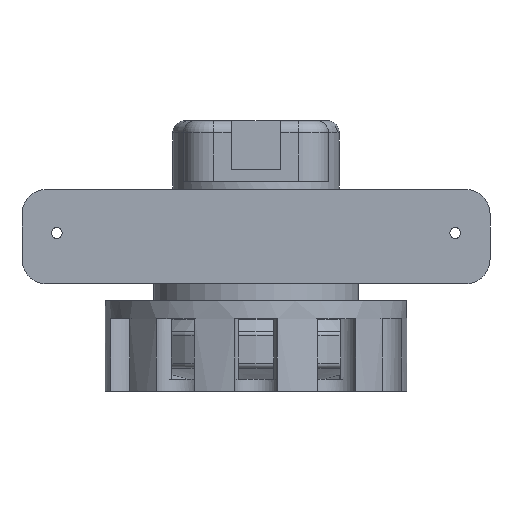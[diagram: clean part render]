
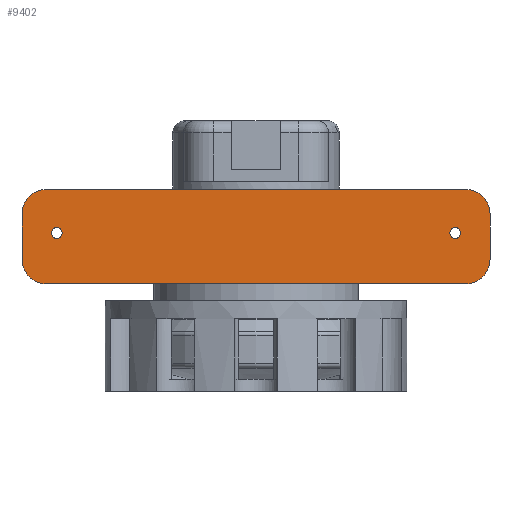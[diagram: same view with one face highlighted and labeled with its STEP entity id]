
A CAD part, front view. The second image highlights one B-rep face of the part: STEP entity #9402.
In plain terms, the highlighted planar face has unit normal (0, -1, 0).
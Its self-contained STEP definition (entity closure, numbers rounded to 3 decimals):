
#482=FACE_BOUND('',#1912,.T.);
#483=FACE_BOUND('',#1913,.T.);
#667=PLANE('',#10683);
#1146=FACE_OUTER_BOUND('',#1911,.T.);
#1911=EDGE_LOOP('',(#8196,#8197,#8198,#8199,#8200,#8201,#8202,#8203));
#1912=EDGE_LOOP('',(#8204));
#1913=EDGE_LOOP('',(#8205));
#2380=LINE('',#16654,#2854);
#2413=LINE('',#16807,#2887);
#2418=LINE('',#16821,#2892);
#2422=LINE('',#16834,#2896);
#2854=VECTOR('',#13329,10.);
#2887=VECTOR('',#13506,10.);
#2892=VECTOR('',#13521,10.);
#2896=VECTOR('',#13539,10.);
#3657=CIRCLE('',#10657,2.25);
#3662=CIRCLE('',#10665,2.25);
#3665=CIRCLE('',#10670,10.);
#3666=CIRCLE('',#10673,10.);
#3667=CIRCLE('',#10675,10.);
#3668=CIRCLE('',#10678,10.);
#4451=VERTEX_POINT('',#16640);
#4457=VERTEX_POINT('',#16652);
#4492=VERTEX_POINT('',#16768);
#4499=VERTEX_POINT('',#16788);
#4504=VERTEX_POINT('',#16802);
#4505=VERTEX_POINT('',#16806);
#4506=VERTEX_POINT('',#16810);
#4507=VERTEX_POINT('',#16814);
#4508=VERTEX_POINT('',#16815);
#4509=VERTEX_POINT('',#16820);
#5678=EDGE_CURVE('',#4451,#4457,#2380,.T.);
#5735=EDGE_CURVE('',#4492,#4492,#3657,.T.);
#5745=EDGE_CURVE('',#4499,#4499,#3662,.T.);
#5752=EDGE_CURVE('',#4451,#4504,#3665,.T.);
#5754=EDGE_CURVE('',#4505,#4504,#2413,.F.);
#5756=EDGE_CURVE('',#4505,#4506,#3666,.T.);
#5758=EDGE_CURVE('',#4507,#4508,#3667,.T.);
#5761=EDGE_CURVE('',#4509,#4508,#2418,.F.);
#5763=EDGE_CURVE('',#4509,#4457,#3668,.T.);
#5768=EDGE_CURVE('',#4507,#4506,#2422,.T.);
#8196=ORIENTED_EDGE('',*,*,#5752,.F.);
#8197=ORIENTED_EDGE('',*,*,#5678,.T.);
#8198=ORIENTED_EDGE('',*,*,#5763,.F.);
#8199=ORIENTED_EDGE('',*,*,#5761,.T.);
#8200=ORIENTED_EDGE('',*,*,#5758,.F.);
#8201=ORIENTED_EDGE('',*,*,#5768,.T.);
#8202=ORIENTED_EDGE('',*,*,#5756,.F.);
#8203=ORIENTED_EDGE('',*,*,#5754,.T.);
#8204=ORIENTED_EDGE('',*,*,#5735,.T.);
#8205=ORIENTED_EDGE('',*,*,#5745,.T.);
#9402=ADVANCED_FACE('',(#1146,#482,#483),#667,.T.);
#10657=AXIS2_PLACEMENT_3D('',#16769,#13466,#13467);
#10665=AXIS2_PLACEMENT_3D('',#16789,#13487,#13488);
#10670=AXIS2_PLACEMENT_3D('',#16803,#13501,#13502);
#10673=AXIS2_PLACEMENT_3D('',#16811,#13510,#13511);
#10675=AXIS2_PLACEMENT_3D('',#16816,#13515,#13516);
#10678=AXIS2_PLACEMENT_3D('',#16824,#13525,#13526);
#10683=AXIS2_PLACEMENT_3D('',#16833,#13537,#13538);
#13329=DIRECTION('',(-1.,0.,0.));
#13466=DIRECTION('center_axis',(0.,1.,0.));
#13467=DIRECTION('ref_axis',(1.,0.,0.));
#13487=DIRECTION('center_axis',(0.,1.,0.));
#13488=DIRECTION('ref_axis',(1.,0.,0.));
#13501=DIRECTION('center_axis',(0.,1.,0.));
#13502=DIRECTION('ref_axis',(0.707,0.,0.707));
#13506=DIRECTION('',(0.,0.,-1.));
#13510=DIRECTION('center_axis',(0.,1.,0.));
#13511=DIRECTION('ref_axis',(0.707,0.,-0.707));
#13515=DIRECTION('center_axis',(0.,1.,0.));
#13516=DIRECTION('ref_axis',(-0.707,0.,-0.707));
#13521=DIRECTION('',(0.,0.,1.));
#13525=DIRECTION('center_axis',(0.,1.,0.));
#13526=DIRECTION('ref_axis',(-0.707,0.,0.707));
#13537=DIRECTION('center_axis',(0.,-1.,0.));
#13538=DIRECTION('ref_axis',(0.,0.,-1.));
#13539=DIRECTION('',(1.,0.,0.));
#16640=CARTESIAN_POINT('',(86.926,-80.,33.));
#16652=CARTESIAN_POINT('',(-86.926,-80.,33.));
#16654=CARTESIAN_POINT('',(-13.463,-80.,33.));
#16768=CARTESIAN_POINT('',(80.25,-80.,15.016));
#16769=CARTESIAN_POINT('Origin',(82.5,-80.,15.016));
#16788=CARTESIAN_POINT('',(-84.75,-80.,15.016));
#16789=CARTESIAN_POINT('Origin',(-82.5,-80.,15.016));
#16802=CARTESIAN_POINT('',(96.926,-80.,23.));
#16803=CARTESIAN_POINT('Origin',(86.926,-80.,23.));
#16806=CARTESIAN_POINT('',(96.926,-80.,4.));
#16807=CARTESIAN_POINT('',(96.926,-80.,13.5));
#16810=CARTESIAN_POINT('',(86.926,-80.,-6.));
#16811=CARTESIAN_POINT('Origin',(86.926,-80.,4.));
#16814=CARTESIAN_POINT('',(-86.926,-80.,-6.));
#16815=CARTESIAN_POINT('',(-96.926,-80.,4.));
#16816=CARTESIAN_POINT('Origin',(-86.926,-80.,4.));
#16820=CARTESIAN_POINT('',(-96.926,-80.,23.));
#16821=CARTESIAN_POINT('',(-96.926,-80.,33.));
#16824=CARTESIAN_POINT('Origin',(-86.926,-80.,23.));
#16833=CARTESIAN_POINT('Origin',(-26.926,-80.,33.));
#16834=CARTESIAN_POINT('',(-13.463,-80.,-6.));
